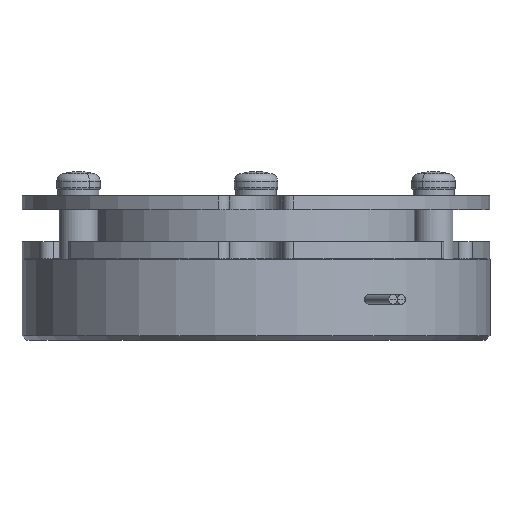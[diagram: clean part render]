
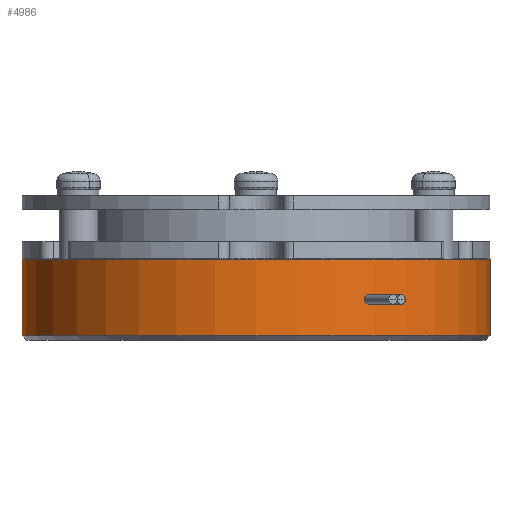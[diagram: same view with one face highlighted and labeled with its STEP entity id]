
A CAD part, front view. The second image highlights one B-rep face of the part: STEP entity #4986.
In plain terms, the highlighted cylindrical face has radius 48.5 mm (diameter 97 mm), a partial arc.
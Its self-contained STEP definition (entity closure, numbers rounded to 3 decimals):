
#1423 = CARTESIAN_POINT ( 'NONE',  ( -48.5, 0., 1. ) ) ;
#1540 = VECTOR ( 'NONE', #1555, 1000. ) ;
#1541 = CARTESIAN_POINT ( 'NONE',  ( 48.5, 0., 16.8 ) ) ;
#1542 = LINE ( 'NONE', #1541, #1540 ) ;
#1554 = CARTESIAN_POINT ( 'NONE',  ( -48.5, 0., 16.8 ) ) ;
#1555 = DIRECTION ( 'NONE',  ( 0., 0., -1. ) ) ;
#1603 = CARTESIAN_POINT ( 'NONE',  ( 48.5, 0., 16.8 ) ) ;
#1841 = CARTESIAN_POINT ( 'NONE',  ( 48.5, 0., 1. ) ) ;
#2967 = VERTEX_POINT ( 'NONE', #1423 ) ;
#3065 = VERTEX_POINT ( 'NONE', #1841 ) ;
#4048 = DIRECTION ( 'NONE',  ( 1., 0., 0. ) ) ;
#4049 = DIRECTION ( 'NONE',  ( 0., 0., 1. ) ) ;
#4050 = AXIS2_PLACEMENT_3D ( 'NONE', #4071, #4049, #4048 ) ;
#4051 = CIRCLE ( 'NONE', #4050, 48.5 ) ;
#4071 = CARTESIAN_POINT ( 'NONE',  ( 0., 0., 1. ) ) ;
#4174 = DIRECTION ( 'NONE',  ( 0., 0., -1. ) ) ;
#4175 = CARTESIAN_POINT ( 'NONE',  ( -48.5, 0., 16.8 ) ) ;
#4186 = LINE ( 'NONE', #4175, #4192 ) ;
#4192 = VECTOR ( 'NONE', #4174, 1000. ) ;
#4493 = EDGE_CURVE ( 'NONE', #4506, #3065, #1542, .T. ) ;
#4494 = VERTEX_POINT ( 'NONE', #1554 ) ;
#4506 = VERTEX_POINT ( 'NONE', #1603 ) ;
#4678 = EDGE_CURVE ( 'NONE', #4494, #2967, #4186, .T. ) ;
#4788 = CARTESIAN_POINT ( 'NONE',  ( 0., 0., 16.8 ) ) ;
#4816 = EDGE_CURVE ( 'NONE', #4494, #4506, #4820, .T. ) ;
#4817 = AXIS2_PLACEMENT_3D ( 'NONE', #4788, #4837, #4822 ) ;
#4820 = CIRCLE ( 'NONE', #4817, 48.5 ) ;
#4822 = DIRECTION ( 'NONE',  ( 1., 0., 0. ) ) ;
#4837 = DIRECTION ( 'NONE',  ( 0., 0., 1. ) ) ;
#4963 = ORIENTED_EDGE ( 'NONE', *, *, #5034, .T. ) ;
#4965 = ORIENTED_EDGE ( 'NONE', *, *, #4678, .T. ) ;
#4986 = ADVANCED_FACE ( 'NONE', ( #5267 ), #5275, .T. ) ;
#4988 = ORIENTED_EDGE ( 'NONE', *, *, #4816, .F. ) ;
#5000 = ORIENTED_EDGE ( 'NONE', *, *, #4493, .F. ) ;
#5027 = EDGE_LOOP ( 'NONE', ( #5000, #4988, #4965, #4963 ) ) ;
#5034 = EDGE_CURVE ( 'NONE', #2967, #3065, #4051, .T. ) ;
#5267 = FACE_OUTER_BOUND ( 'NONE', #5027, .T. ) ;
#5269 = DIRECTION ( 'NONE',  ( -1., 0., 0. ) ) ;
#5270 = DIRECTION ( 'NONE',  ( 0., 0., -1. ) ) ;
#5271 = CARTESIAN_POINT ( 'NONE',  ( 0., 0., 16.8 ) ) ;
#5272 = AXIS2_PLACEMENT_3D ( 'NONE', #5271, #5270, #5269 ) ;
#5275 = CYLINDRICAL_SURFACE ( 'NONE', #5272, 48.5 ) ;
